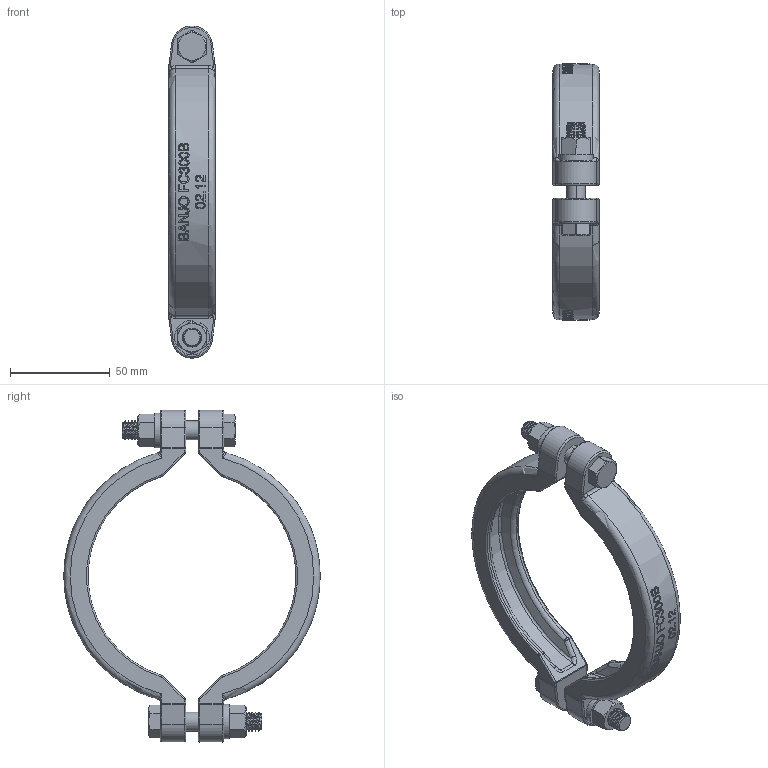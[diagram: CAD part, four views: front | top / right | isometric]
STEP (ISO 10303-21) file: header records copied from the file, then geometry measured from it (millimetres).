
FILE_DESCRIPTION(/* description */ ('3" BOLTED FLANGE CLAMP'),/* implementation_level */ '2;1');
FILE_NAME(/* name */ 'FC300B.stp',/* time_stamp */ '2013-10-04T07:40:49-04:00',/* author */ ('areid'),/* organization */ (''),/* preprocessor_version */ 'ST-DEVELOPER v15.2',/* originating_system */ 'Autodesk Inventor 2014',/* authorisation */ '');
FILE_SCHEMA (('AUTOMOTIVE_DESIGN { 1 0 10303 214 3 1 1 }'));
Products named in the file (5): FC3001B; V20010; V20018; V20019; FC300B
Bounding box: 23.11 x 128.52 x 166.61 mm (x, y, z)
Volume: 90609.8 mm3; surface area: 40343 mm2
Topology: 8 solids, 8 shells, 1098 faces, 2604 edges, 1568 vertices
Faces by surface type: cylinder 322, bspline 292, cone 212, plane 212, torus 52, sphere 8
Full cylindrical faces by diameter (mm): 10.319 x4
Entity records: 35414 total; most frequent: CARTESIAN_POINT 23797, ORIENTED_EDGE 2588, DIRECTION 2009, EDGE_CURVE 1294, VERTEX_POINT 784, AXIS2_PLACEMENT_3D 748, EDGE_LOOP 586, ADVANCED_FACE 549
